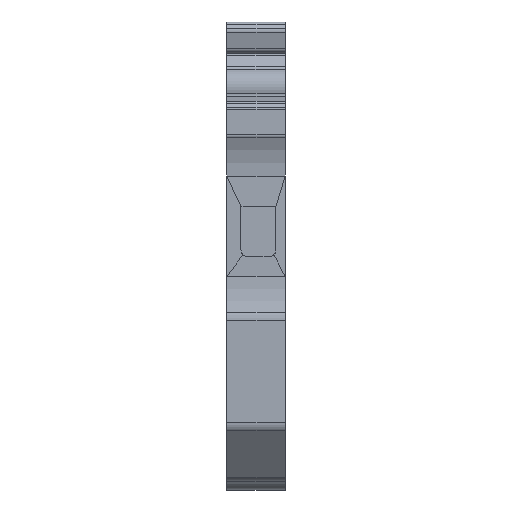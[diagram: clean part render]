
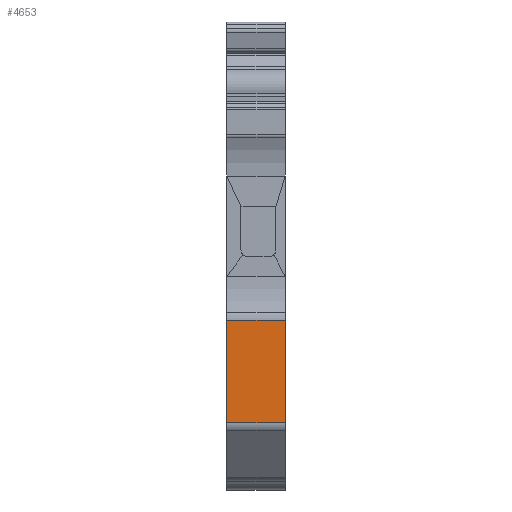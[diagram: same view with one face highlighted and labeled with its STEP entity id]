
A CAD part, left-side view. The second image highlights one B-rep face of the part: STEP entity #4653.
In plain terms, the highlighted face is planar.
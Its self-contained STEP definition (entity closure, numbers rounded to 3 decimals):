
#47 = ORIENTED_EDGE ( 'NONE', *, *, #1573, .T. ) ;
#183 = VERTEX_POINT ( 'NONE', #7158 ) ;
#219 = VECTOR ( 'NONE', #8061, 1000. ) ;
#874 = CARTESIAN_POINT ( 'NONE',  ( -6., 8.1, 10.218 ) ) ;
#877 = DIRECTION ( 'NONE',  ( 0., 0., 1. ) ) ;
#1238 = LINE ( 'NONE', #6624, #5018 ) ;
#1461 = EDGE_CURVE ( 'NONE', #4809, #4598, #1238, .T. ) ;
#1573 = EDGE_CURVE ( 'NONE', #7819, #4809, #6212, .T. ) ;
#1868 = VECTOR ( 'NONE', #877, 1000. ) ;
#2132 = CARTESIAN_POINT ( 'NONE',  ( -6., 8.1, -0.358 ) ) ;
#2176 = PLANE ( 'NONE',  #8538 ) ;
#2582 = CARTESIAN_POINT ( 'NONE',  ( 0., 8.1, -0.358 ) ) ;
#3178 = ORIENTED_EDGE ( 'NONE', *, *, #6378, .F. ) ;
#3205 = CARTESIAN_POINT ( 'NONE',  ( 0., 8.1, 10.218 ) ) ;
#3210 = LINE ( 'NONE', #2582, #219 ) ;
#3298 = DIRECTION ( 'NONE',  ( 1., 0., 0. ) ) ;
#4557 = CARTESIAN_POINT ( 'NONE',  ( -6., 8.1, -0.358 ) ) ;
#4598 = VERTEX_POINT ( 'NONE', #3205 ) ;
#4653 = ADVANCED_FACE ( 'NONE', ( #6166 ), #2176, .T. ) ;
#4809 = VERTEX_POINT ( 'NONE', #874 ) ;
#4821 = DIRECTION ( 'NONE',  ( 0., 1., 0. ) ) ;
#4931 = EDGE_LOOP ( 'NONE', ( #8185, #3178, #47, #5484 ) ) ;
#5018 = VECTOR ( 'NONE', #5277, 1000. ) ;
#5161 = VECTOR ( 'NONE', #3298, 1000. ) ;
#5277 = DIRECTION ( 'NONE',  ( 1., 0., 0. ) ) ;
#5484 = ORIENTED_EDGE ( 'NONE', *, *, #1461, .T. ) ;
#5541 = CARTESIAN_POINT ( 'NONE',  ( -6., 8.1, -0.358 ) ) ;
#6166 = FACE_OUTER_BOUND ( 'NONE', #4931, .T. ) ;
#6212 = LINE ( 'NONE', #2132, #1868 ) ;
#6378 = EDGE_CURVE ( 'NONE', #7819, #183, #8106, .T. ) ;
#6486 = CARTESIAN_POINT ( 'NONE',  ( -6., 8.1, -0.358 ) ) ;
#6624 = CARTESIAN_POINT ( 'NONE',  ( -6., 8.1, 10.218 ) ) ;
#7158 = CARTESIAN_POINT ( 'NONE',  ( 0., 8.1, -0.358 ) ) ;
#7516 = DIRECTION ( 'NONE',  ( 0., 0., -1. ) ) ;
#7631 = EDGE_CURVE ( 'NONE', #183, #4598, #3210, .T. ) ;
#7819 = VERTEX_POINT ( 'NONE', #6486 ) ;
#8061 = DIRECTION ( 'NONE',  ( 0., 0., 1. ) ) ;
#8106 = LINE ( 'NONE', #4557, #5161 ) ;
#8185 = ORIENTED_EDGE ( 'NONE', *, *, #7631, .F. ) ;
#8538 = AXIS2_PLACEMENT_3D ( 'NONE', #5541, #4821, #7516 ) ;
